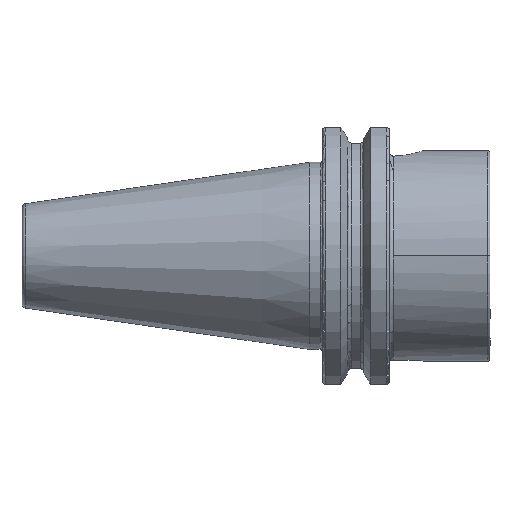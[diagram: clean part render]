
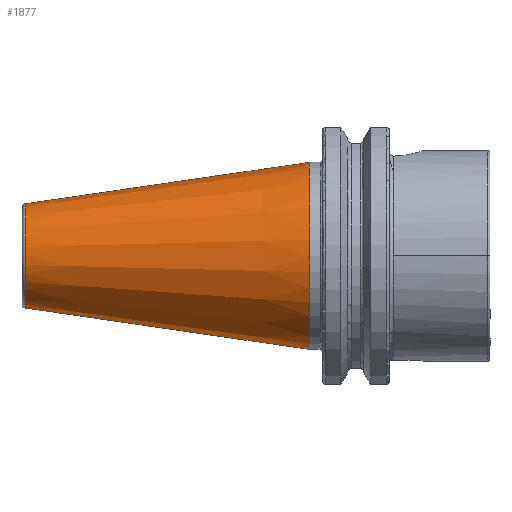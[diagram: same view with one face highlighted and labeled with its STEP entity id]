
A CAD part, front view. The second image highlights one B-rep face of the part: STEP entity #1877.
In plain terms, the highlighted conical face has half-angle 8.297 degrees and reference radius 22.225 mm.
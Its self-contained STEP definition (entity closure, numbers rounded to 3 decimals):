
#103 = LINE ( 'NONE', #2218, #2970 ) ;
#112 = CIRCLE ( 'NONE', #3228, 12.397 ) ;
#711 = ORIENTED_EDGE ( 'NONE', *, *, #1028, .T. ) ;
#723 = EDGE_CURVE ( 'NONE', #4821, #3995, #112, .T. ) ;
#995 = ORIENTED_EDGE ( 'NONE', *, *, #2831, .T. ) ;
#1028 = EDGE_CURVE ( 'NONE', #1104, #2744, #4562, .T. ) ;
#1104 = VERTEX_POINT ( 'NONE', #4067 ) ;
#1184 = VECTOR ( 'NONE', #4383, 1000. ) ;
#1246 = LINE ( 'NONE', #4403, #1184 ) ;
#1274 = FACE_OUTER_BOUND ( 'NONE', #3448, .T. ) ;
#1428 = AXIS2_PLACEMENT_3D ( 'NONE', #1926, #1563, #1524 ) ;
#1484 = CARTESIAN_POINT ( 'NONE',  ( -67.394, 0., 0. ) ) ;
#1524 = DIRECTION ( 'NONE',  ( 0., 0., -1. ) ) ;
#1563 = DIRECTION ( 'NONE',  ( 1., 0., 0. ) ) ;
#1764 = AXIS2_PLACEMENT_3D ( 'NONE', #4865, #2187, #2610 ) ;
#1800 = ORIENTED_EDGE ( 'NONE', *, *, #723, .F. ) ;
#1877 = ADVANCED_FACE ( 'NONE', ( #1274 ), #2393, .T. ) ;
#1926 = CARTESIAN_POINT ( 'NONE',  ( 0., 0., 0. ) ) ;
#1977 = ORIENTED_EDGE ( 'NONE', *, *, #3097, .F. ) ;
#2185 = DIRECTION ( 'NONE',  ( 0.99, 0., -0.144 ) ) ;
#2187 = DIRECTION ( 'NONE',  ( -1., 0., 0. ) ) ;
#2218 = CARTESIAN_POINT ( 'NONE',  ( 0., 0., -22.225 ) ) ;
#2393 = CONICAL_SURFACE ( 'NONE', #1428, 22.225, 0.145 ) ;
#2430 = DIRECTION ( 'NONE',  ( -1., 0., 0. ) ) ;
#2610 = DIRECTION ( 'NONE',  ( 0., 0., 1. ) ) ;
#2633 = DIRECTION ( 'NONE',  ( 0., 0., 1. ) ) ;
#2744 = VERTEX_POINT ( 'NONE', #3782 ) ;
#2811 = CARTESIAN_POINT ( 'NONE',  ( -67.394, 0., -12.397 ) ) ;
#2831 = EDGE_CURVE ( 'NONE', #4821, #1104, #103, .T. ) ;
#2970 = VECTOR ( 'NONE', #2185, 1000. ) ;
#3097 = EDGE_CURVE ( 'NONE', #3995, #2744, #1246, .T. ) ;
#3228 = AXIS2_PLACEMENT_3D ( 'NONE', #1484, #2430, #2633 ) ;
#3448 = EDGE_LOOP ( 'NONE', ( #1977, #1800, #995, #711 ) ) ;
#3782 = CARTESIAN_POINT ( 'NONE',  ( 0., 0., 22.225 ) ) ;
#3908 = CARTESIAN_POINT ( 'NONE',  ( -67.394, 0., 12.397 ) ) ;
#3995 = VERTEX_POINT ( 'NONE', #3908 ) ;
#4067 = CARTESIAN_POINT ( 'NONE',  ( 0., 0., -22.225 ) ) ;
#4383 = DIRECTION ( 'NONE',  ( 0.99, 0., 0.144 ) ) ;
#4403 = CARTESIAN_POINT ( 'NONE',  ( 0., 0., 22.225 ) ) ;
#4562 = CIRCLE ( 'NONE', #1764, 22.225 ) ;
#4821 = VERTEX_POINT ( 'NONE', #2811 ) ;
#4865 = CARTESIAN_POINT ( 'NONE',  ( 0., 0., 0. ) ) ;
